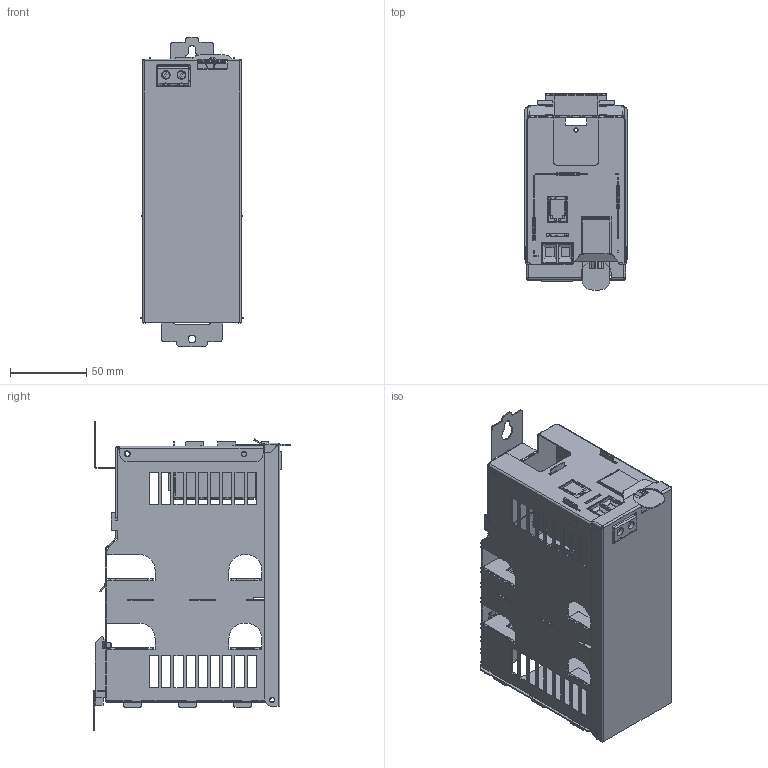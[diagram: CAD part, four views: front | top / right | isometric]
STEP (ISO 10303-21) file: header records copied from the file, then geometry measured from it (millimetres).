
FILE_DESCRIPTION((''),'2;1');
FILE_NAME('BAT1.2VRLA_Assembly_150212 Contorno Semplificato.stp','2015-12-02T11:28:33',('Tecnico2'),(''),'Autodesk Inventor 2012','Autodesk Inventor 2012','');
FILE_SCHEMA(('AUTOMOTIVE_DESIGN { 1 0 10303 214 1 1 1 1 }'));
Length unit declared in the file: millimetre
Products named in the file (6): BAT1.2VRLA_Assembly_150212 Contorno Semplificato; M3M_00F_045A5_Cover; M3M_00C_045A5_Door; M5K_075_062A2_Support; M5K_100_063A7_BMS_Cover Contorno Semplificato; MGP.451.90MA5_Gancio Din
Assembly tree (5 placements, depth 2):
  BAT1.2VRLA_Assembly_150212 Contorno Semplificato
    M3M_00F_045A5_Cover
    M3M_00C_045A5_Door
    M5K_075_062A2_Support
    M5K_100_063A7_BMS_Cover Contorno Semplificato
    MGP.451.90MA5_Gancio Din
Bounding box: 67 x 129.06 x 202.83 mm (x, y, z)
Volume: 79668.1 mm3; surface area: 184395.9 mm2
Topology: 13 solids, 13 shells, 2722 faces, 7884 edges, 5044 vertices
Faces by surface type: plane 1735, cylinder 709, bspline 178, sphere 56, torus 32, cone 12
Full cylindrical faces by diameter (mm): 0.457 x1, 1.5 x4, 2.12 x2, 2.7 x2, 3.1 x6, 3.5 x4, 4 x2, 4.5 x7, 5 x2, 5.6 x2
Entity records: 93769 total; most frequent: CARTESIAN_POINT 21698, ORIENTED_EDGE 15616, DIRECTION 14082, EDGE_CURVE 7808, VECTOR 5888, LINE 5888, VERTEX_POINT 5024, AXIS2_PLACEMENT_3D 4097
